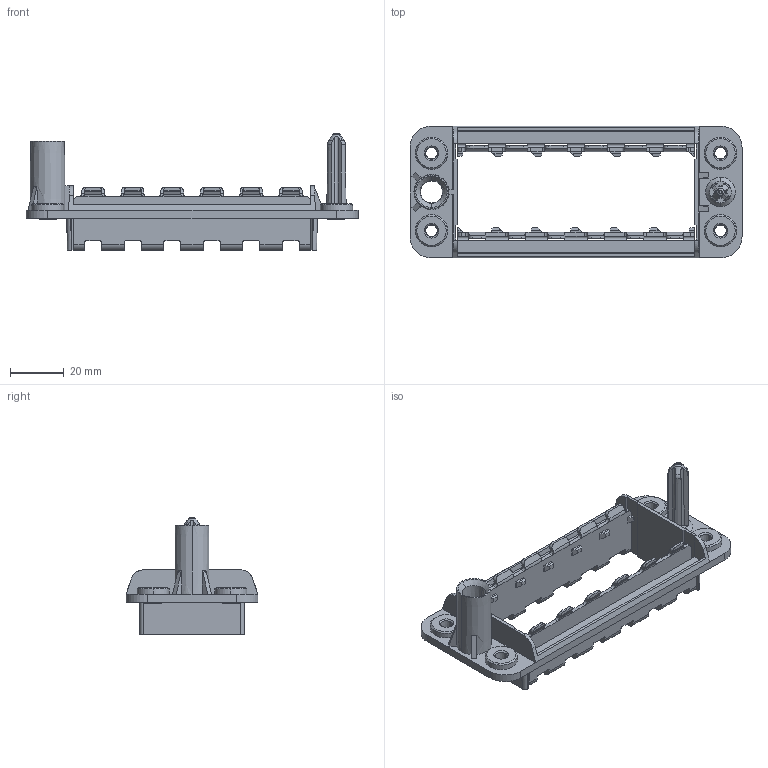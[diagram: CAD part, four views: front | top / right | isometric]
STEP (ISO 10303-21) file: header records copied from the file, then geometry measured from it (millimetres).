
FILE_DESCRIPTION(('Creo Elements/Direct Modeling STEP Export'),'2;1');
FILE_NAME('0ln7uvk5tn76s5m2880','2023-11-14T14:27:33',(''),(''),'Creo Elements/Direct Modeling STEP processor for AP214 (Solid Model)','Creo Elements/Direct Modeling 20.1B 02-Apr-2019 (C) Parametric Technology GmbH','');
FILE_SCHEMA(('AUTOMOTIVE_DESIGN { 1 0 10303 214 1 1 1 1 }'));
Length unit declared in the file: millimetre
Products named in the file (2): CX 06 PDM
Assembly tree (1 placements, depth 2):
  CX 06 PDM
    CX 06 PDM
Bounding box: 123.4 x 49 x 43.4 mm (x, y, z)
Volume: 22820.8 mm3; surface area: 26689.2 mm2
Topology: 1 solids, 1 shells, 648 faces, 1863 edges, 1221 vertices
Faces by surface type: plane 381, cylinder 207, cone 54, torus 6
Entity records: 31416 total; most frequent: CARTESIAN_POINT 9142, ORIENTED_EDGE 3726, DIRECTION 3375, EDGE_CURVE 1863, VECTOR 1249, LINE 1249, VERTEX_POINT 1221, AXIS2_PLACEMENT_3D 1063
